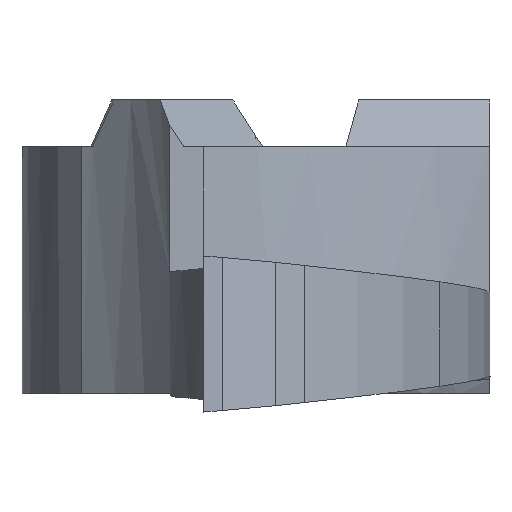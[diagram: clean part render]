
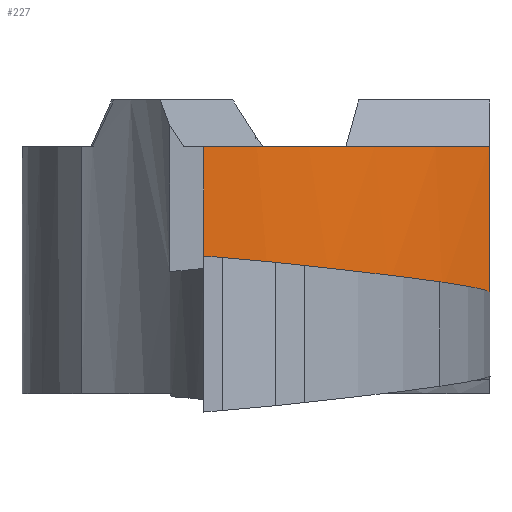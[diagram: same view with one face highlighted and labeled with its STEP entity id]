
A CAD part, left-side view. The second image highlights one B-rep face of the part: STEP entity #227.
In plain terms, the highlighted free-form (B-spline) face has degree [1, 3] with [2, 4] control points.
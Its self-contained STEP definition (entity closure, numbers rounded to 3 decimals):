
#139=LINE('',#1639,#184);
#184=VECTOR('',#1161,1.);
#227=ADVANCED_FACE('',(#283),#245,.F.);
#245=(
BOUNDED_SURFACE()
B_SPLINE_SURFACE(1,3,((#1640,#1641,#1642,#1643),(#1644,#1645,#1646,#1647)),
 .UNSPECIFIED.,.F.,.F.,.F.)
B_SPLINE_SURFACE_WITH_KNOTS((2,2),(4,4),(0.,1.),(0.,1.),.UNSPECIFIED.)
GEOMETRIC_REPRESENTATION_ITEM()
RATIONAL_B_SPLINE_SURFACE(((1.,0.952,0.952,1.),
(1.,0.952,0.952,1.)))
REPRESENTATION_ITEM('')
SURFACE()
);
#283=FACE_OUTER_BOUND('',#331,.T.);
#331=EDGE_LOOP('',(#581,#582,#583,#584));
#364=CIRCLE('',#942,8.202);
#581=ORIENTED_EDGE('',*,*,#785,.T.);
#582=ORIENTED_EDGE('',*,*,#828,.T.);
#583=ORIENTED_EDGE('',*,*,#767,.F.);
#584=ORIENTED_EDGE('',*,*,#817,.T.);
#678=VERTEX_POINT('',#1419);
#679=VERTEX_POINT('',#1421);
#691=VERTEX_POINT('',#1478);
#692=VERTEX_POINT('',#1483);
#767=EDGE_CURVE('',#678,#679,#364,.T.);
#785=EDGE_CURVE('',#692,#691,#867,.T.);
#817=EDGE_CURVE('',#678,#692,#872,.T.);
#828=EDGE_CURVE('',#691,#679,#139,.T.);
#867=B_SPLINE_CURVE_WITH_KNOTS('',3,(#1479,#1480,#1481,#1482),
 .UNSPECIFIED.,.F.,.F.,(4,4),(0.,1.),.UNSPECIFIED.);
#872=B_SPLINE_CURVE_WITH_KNOTS('',3,(#1570,#1571,#1572,#1573,#1574,#1575,
#1576,#1577,#1578,#1579,#1580,#1581),.UNSPECIFIED.,.F.,.F.,(4,2,2,2,2,4),
(0.,0.33,0.494,0.824,0.989,
1.),.UNSPECIFIED.);
#942=AXIS2_PLACEMENT_3D('',#1420,#1057,#1058);
#1057=DIRECTION('',(0.,0.078,-0.997));
#1058=DIRECTION('',(0.,0.997,0.078));
#1161=DIRECTION('',(0.,0.,-1.));
#1419=CARTESIAN_POINT('',(-2.119,-4.5,-2.93));
#1420=CARTESIAN_POINT('',(3.488,1.467,-2.46));
#1421=CARTESIAN_POINT('',(-4.7,1.,-2.497));
#1478=CARTESIAN_POINT('',(-4.7,1.,-0.1));
#1479=CARTESIAN_POINT('',(-2.334,-4.5,-0.1));
#1480=CARTESIAN_POINT('',(-3.781,-3.034,-0.1));
#1481=CARTESIAN_POINT('',(-4.629,-1.059,-0.1));
#1482=CARTESIAN_POINT('',(-4.7,1.,-0.1));
#1483=CARTESIAN_POINT('',(-2.334,-4.5,-0.1));
#1570=CARTESIAN_POINT('',(-2.119,-4.5,-2.93));
#1571=CARTESIAN_POINT('',(-2.143,-4.5,-2.619));
#1572=CARTESIAN_POINT('',(-2.167,-4.5,-2.308));
#1573=CARTESIAN_POINT('',(-2.203,-4.5,-1.842));
#1574=CARTESIAN_POINT('',(-2.214,-4.5,-1.687));
#1575=CARTESIAN_POINT('',(-2.25,-4.5,-1.22));
#1576=CARTESIAN_POINT('',(-2.273,-4.5,-0.91));
#1577=CARTESIAN_POINT('',(-2.308,-4.5,-0.443));
#1578=CARTESIAN_POINT('',(-2.32,-4.5,-0.288));
#1579=CARTESIAN_POINT('',(-2.332,-4.5,-0.122));
#1580=CARTESIAN_POINT('',(-2.333,-4.5,-0.111));
#1581=CARTESIAN_POINT('',(-2.334,-4.5,-0.1));
#1639=CARTESIAN_POINT('',(-4.7,1.,-2.497));
#1640=CARTESIAN_POINT('',(-2.247,-4.588,-0.09));
#1641=CARTESIAN_POINT('',(-3.777,-3.092,0.028));
#1642=CARTESIAN_POINT('',(-4.636,-1.135,0.182));
#1643=CARTESIAN_POINT('',(-4.7,1.,0.35));
#1644=CARTESIAN_POINT('',(-2.092,-4.525,-2.932));
#1645=CARTESIAN_POINT('',(-3.664,-3.07,-2.817));
#1646=CARTESIAN_POINT('',(-4.578,-1.135,-2.665));
#1647=CARTESIAN_POINT('',(-4.7,1.,-2.497));
